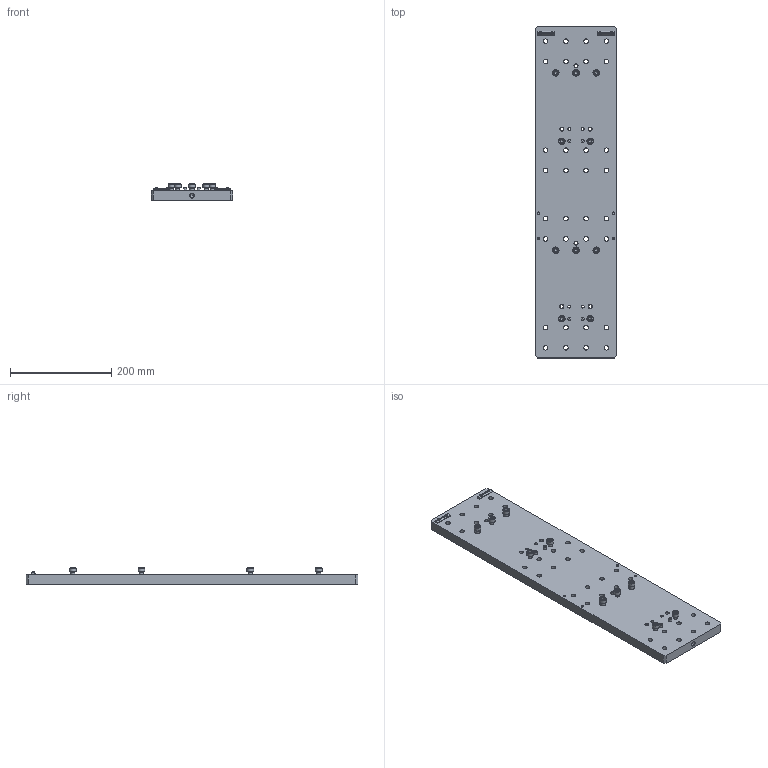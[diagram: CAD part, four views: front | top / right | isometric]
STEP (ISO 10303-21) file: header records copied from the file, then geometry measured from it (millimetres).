
FILE_DESCRIPTION(/* description */ ('STEP AP214'),/* implementation_level */ '2;1');
FILE_NAME(/* name */ '566879_HMVD-LP-DL63',/* time_stamp */ '2024-08-29T09:45:46+02:00',/* author */ ('License CC BY-ND 4.0'),/* organization */ ('CADENAS'),/* preprocessor_version */ 'ST-DEVELOPER v19.3',/* originating_system */ 'PARTsolutions',/* authorisation */ ' ');
FILE_SCHEMA (('AUTOMOTIVE_DESIGN {1 0 10303 214 3 1 1}'));
Length unit declared in the file: millimetre
Products named in the file (6): 566879 HMVD-LP-DL63; 741551 HMVD-LP-DL63; 652641 MUP-32/40; DIN-912 - M8x16(F); DIN-912 - M5x16(F); DIN-7 - 6m6x24(F)
Assembly tree (21 placements, depth 2):
  566879 HMVD-LP-DL63
    741551 HMVD-LP-DL63
    652641 MUP-32/40  x2
    DIN-912 - M8x16(F)  x10
    DIN-912 - M5x16(F)  x4
    DIN-7 - 6m6x24(F)  x4
Bounding box: 160 x 655 x 33 mm (x, y, z)
Volume: 1954879.9 mm3; surface area: 279665.5 mm2
Topology: 21 solids, 21 shells, 613 faces, 1323 edges, 758 vertices
Faces by surface type: plane 254, cone 200, cylinder 141, sphere 10, torus 8
Full cylindrical faces by diameter (mm): 4.134 x8, 5 x4, 5.5 x4, 6 x12, 6.647 x16, 8 x11, 8.5 x4, 9 x32, 10 x4, 12 x4, 13 x10
Entity records: 6446 total; most frequent: DIRECTION 1122, CARTESIAN_POINT 1119, ORIENTED_EDGE 794, AXIS2_PLACEMENT_3D 509, FACE_BOUND 501, EDGE_LOOP 494, EDGE_CURVE 397, VERTEX_POINT 328
